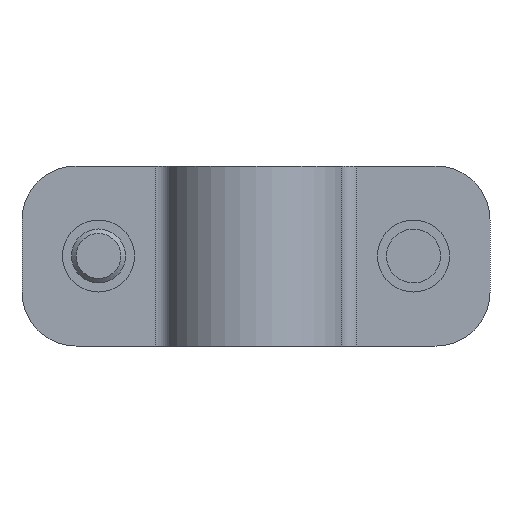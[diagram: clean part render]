
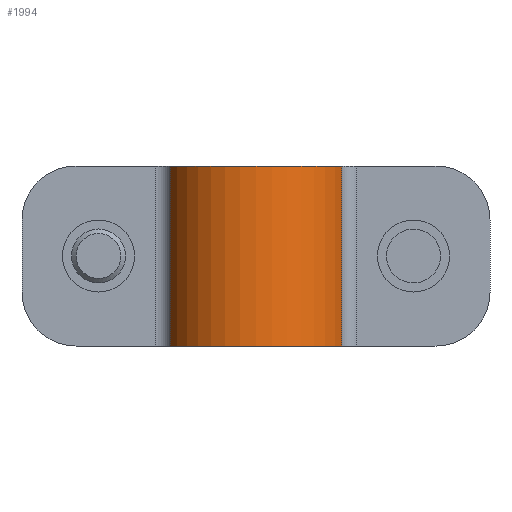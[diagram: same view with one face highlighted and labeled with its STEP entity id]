
A CAD part, front view. The second image highlights one B-rep face of the part: STEP entity #1994.
In plain terms, the highlighted cylindrical face has radius 10.3 mm (diameter 20.6 mm), a partial arc.
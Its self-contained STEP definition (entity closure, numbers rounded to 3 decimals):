
#278 = EDGE_CURVE ( 'NONE', #424, #604, #1738, .T. ) ;
#388 = CARTESIAN_POINT ( 'NONE',  ( -9.527, -3.916, 10. ) ) ;
#424 = VERTEX_POINT ( 'NONE', #388 ) ;
#604 = VERTEX_POINT ( 'NONE', #3667 ) ;
#709 = CIRCLE ( 'NONE', #1319, 10.3 ) ;
#748 = VERTEX_POINT ( 'NONE', #2494 ) ;
#838 = ORIENTED_EDGE ( 'NONE', *, *, #278, .T. ) ;
#1257 = EDGE_LOOP ( 'NONE', ( #2949, #2681, #2331, #838 ) ) ;
#1319 = AXIS2_PLACEMENT_3D ( 'NONE', #1542, #2766, #2175 ) ;
#1501 = CARTESIAN_POINT ( 'NONE',  ( 9.527, -3.916, 10. ) ) ;
#1542 = CARTESIAN_POINT ( 'NONE',  ( 0., 0., -10. ) ) ;
#1706 = VERTEX_POINT ( 'NONE', #1501 ) ;
#1738 = LINE ( 'NONE', #1783, #2882 ) ;
#1768 = CARTESIAN_POINT ( 'NONE',  ( 9.527, -3.916, 10. ) ) ;
#1783 = CARTESIAN_POINT ( 'NONE',  ( -9.527, -3.916, 10. ) ) ;
#1994 = ADVANCED_FACE ( 'NONE', ( #3650 ), #2740, .T. ) ;
#2160 = VECTOR ( 'NONE', #2597, 1000. ) ;
#2175 = DIRECTION ( 'NONE',  ( 1., 0., 0. ) ) ;
#2258 = DIRECTION ( 'NONE',  ( 0., 0., 1. ) ) ;
#2314 = AXIS2_PLACEMENT_3D ( 'NONE', #2526, #2258, #3433 ) ;
#2331 = ORIENTED_EDGE ( 'NONE', *, *, #2866, .F. ) ;
#2373 = EDGE_CURVE ( 'NONE', #604, #748, #709, .T. ) ;
#2443 = DIRECTION ( 'NONE',  ( 0., 0., -1. ) ) ;
#2494 = CARTESIAN_POINT ( 'NONE',  ( 9.527, -3.916, -10. ) ) ;
#2526 = CARTESIAN_POINT ( 'NONE',  ( 0., 0., 10. ) ) ;
#2597 = DIRECTION ( 'NONE',  ( 0., 0., 1. ) ) ;
#2635 = DIRECTION ( 'NONE',  ( 0., 0., -1. ) ) ;
#2681 = ORIENTED_EDGE ( 'NONE', *, *, #3562, .T. ) ;
#2740 = CYLINDRICAL_SURFACE ( 'NONE', #3188, 10.3 ) ;
#2766 = DIRECTION ( 'NONE',  ( 0., 0., 1. ) ) ;
#2866 = EDGE_CURVE ( 'NONE', #424, #1706, #3291, .T. ) ;
#2882 = VECTOR ( 'NONE', #2635, 1000. ) ;
#2949 = ORIENTED_EDGE ( 'NONE', *, *, #2373, .T. ) ;
#3048 = CARTESIAN_POINT ( 'NONE',  ( 0., 0., 10. ) ) ;
#3188 = AXIS2_PLACEMENT_3D ( 'NONE', #3048, #2443, #3612 ) ;
#3291 = CIRCLE ( 'NONE', #2314, 10.3 ) ;
#3433 = DIRECTION ( 'NONE',  ( 1., 0., 0. ) ) ;
#3459 = LINE ( 'NONE', #1768, #2160 ) ;
#3562 = EDGE_CURVE ( 'NONE', #748, #1706, #3459, .T. ) ;
#3612 = DIRECTION ( 'NONE',  ( -1., 0., 0. ) ) ;
#3650 = FACE_OUTER_BOUND ( 'NONE', #1257, .T. ) ;
#3667 = CARTESIAN_POINT ( 'NONE',  ( -9.527, -3.916, -10. ) ) ;
